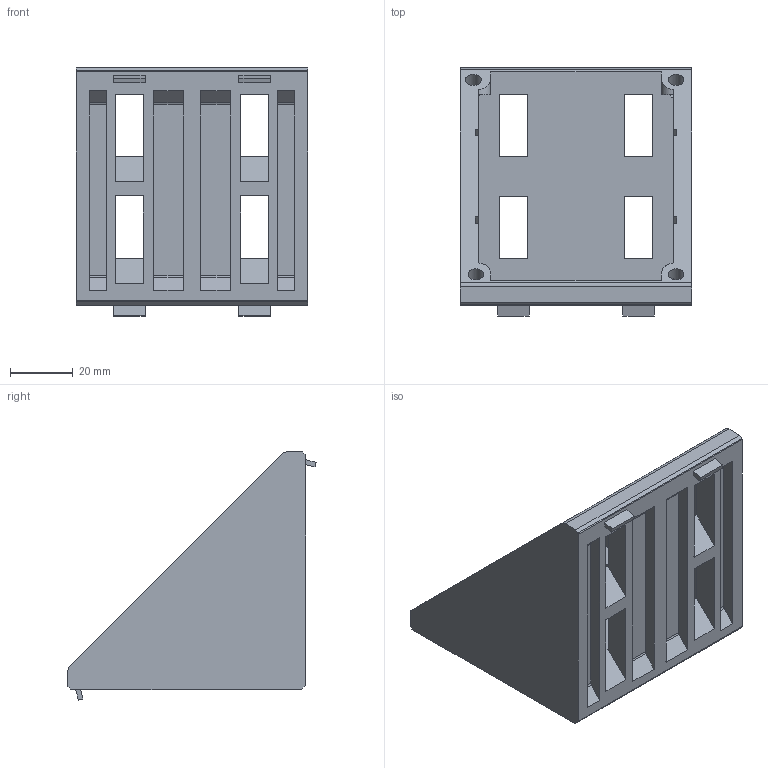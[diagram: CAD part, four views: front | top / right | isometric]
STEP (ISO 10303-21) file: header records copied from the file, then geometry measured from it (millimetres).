
FILE_DESCRIPTION(/* description */ (''),/* implementation_level */ '2;1');
FILE_NAME(/* name */ '1025384.stp',/* time_stamp */ '2024-07-25T08:59:13+02:00',/* author */ ('Bo'),/* organization */ (''),/* preprocessor_version */ 'ST-DEVELOPER v20',/* originating_system */ 'Autodesk Inventor 2025',/* authorisation */ ' ');
FILE_SCHEMA (('AUTOMOTIVE_DESIGN { 1 0 10303 214 3 1 1 }'));
Length unit declared in the file: millimetre
Products named in the file (2): 1025384; 1025384-1
Assembly tree (1 placements, depth 2):
  1025384
    1025384-1
Bounding box: 74 x 79.38 x 79.38 mm (x, y, z)
Volume: 83180.8 mm3; surface area: 38793.6 mm2
Topology: 1 solids, 1 shells, 164 faces, 447 edges, 298 vertices
Faces by surface type: plane 130, cylinder 34
Full cylindrical faces by diameter (mm): 5 x4
Entity records: 5273 total; most frequent: CARTESIAN_POINT 912, ORIENTED_EDGE 894, DIRECTION 857, EDGE_CURVE 447, LINE 371, VECTOR 371, VERTEX_POINT 298, AXIS2_PLACEMENT_3D 243
